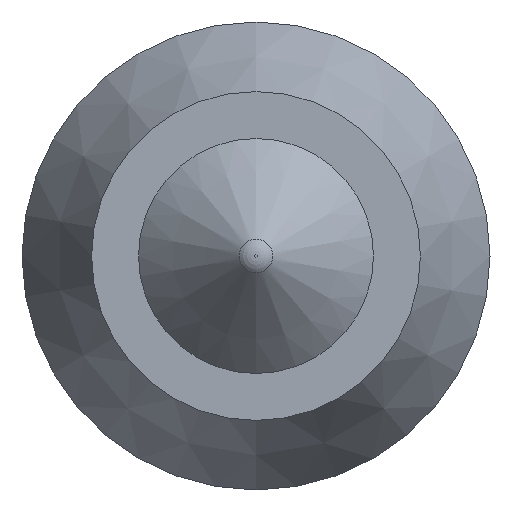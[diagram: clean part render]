
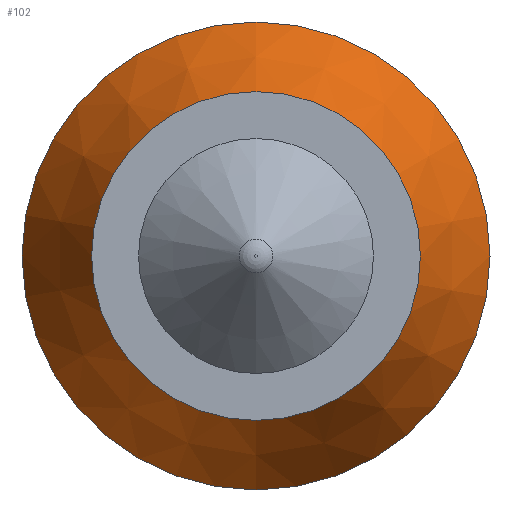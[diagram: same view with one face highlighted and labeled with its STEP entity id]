
A CAD part, left-side view. The second image highlights one B-rep face of the part: STEP entity #102.
In plain terms, the highlighted conical face has half-angle 27 degrees and reference radius 0.282 mm.
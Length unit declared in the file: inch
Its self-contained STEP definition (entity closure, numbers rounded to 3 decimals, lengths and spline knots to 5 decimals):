
#31 = EDGE_CURVE ( 'NONE', #322, #322, #180, .T. ) ;
#32 = CARTESIAN_POINT ( 'NONE',  ( 0.01052, 0., -0.0078 ) ) ;
#38 = DIRECTION ( 'NONE',  ( 0., 0., -1. ) ) ;
#41 = ORIENTED_EDGE ( 'NONE', *, *, #317, .T. ) ;
#50 = AXIS2_PLACEMENT_3D ( 'NONE', #307, #175, #38 ) ;
#89 = DIRECTION ( 'NONE',  ( 0., 0., -1. ) ) ;
#102 = ADVANCED_FACE ( 'NONE', ( #330, #198 ), #136, .T. ) ;
#104 = AXIS2_PLACEMENT_3D ( 'NONE', #313, #159, #321 ) ;
#109 = CARTESIAN_POINT ( 'NONE',  ( 0.017, 0., -0.0111 ) ) ;
#128 = EDGE_LOOP ( 'NONE', ( #41 ) ) ;
#136 = CONICAL_SURFACE ( 'NONE', #150, 0.0111, 0.471 ) ;
#141 = CARTESIAN_POINT ( 'NONE',  ( 0.017, 0., 0. ) ) ;
#150 = AXIS2_PLACEMENT_3D ( 'NONE', #141, #168, #89 ) ;
#159 = DIRECTION ( 'NONE',  ( 1., 0., 0. ) ) ;
#163 = VERTEX_POINT ( 'NONE', #32 ) ;
#168 = DIRECTION ( 'NONE',  ( 1., 0., 0. ) ) ;
#175 = DIRECTION ( 'NONE',  ( 1., 0., 0. ) ) ;
#180 = CIRCLE ( 'NONE', #104, 0.0111 ) ;
#198 = FACE_OUTER_BOUND ( 'NONE', #265, .T. ) ;
#200 = CIRCLE ( 'NONE', #50, 0.0078 ) ;
#238 = ORIENTED_EDGE ( 'NONE', *, *, #31, .F. ) ;
#265 = EDGE_LOOP ( 'NONE', ( #238 ) ) ;
#307 = CARTESIAN_POINT ( 'NONE',  ( 0.01052, 0., 0. ) ) ;
#313 = CARTESIAN_POINT ( 'NONE',  ( 0.017, 0., 0. ) ) ;
#317 = EDGE_CURVE ( 'NONE', #163, #163, #200, .T. ) ;
#321 = DIRECTION ( 'NONE',  ( 0., 0., -1. ) ) ;
#322 = VERTEX_POINT ( 'NONE', #109 ) ;
#330 = FACE_BOUND ( 'NONE', #128, .T. ) ;
